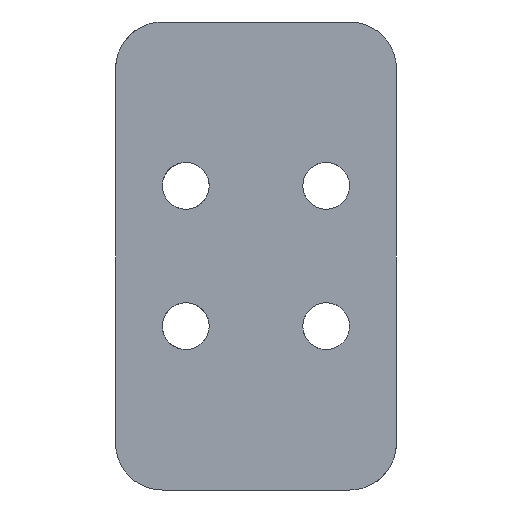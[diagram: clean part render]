
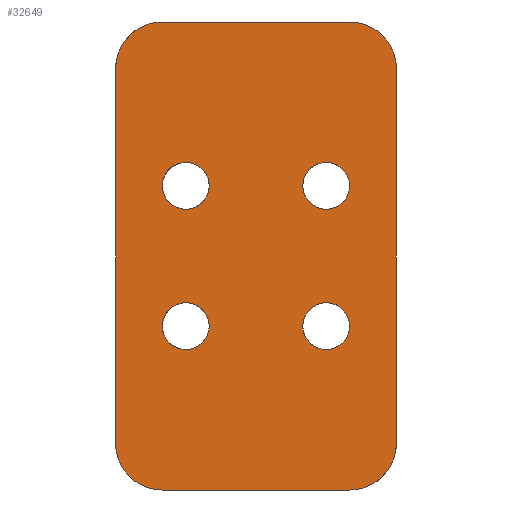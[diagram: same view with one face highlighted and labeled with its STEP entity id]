
A CAD part, front view. The second image highlights one B-rep face of the part: STEP entity #32649.
In plain terms, the highlighted free-form (B-spline) face has degree [1, 1] with [2, 2] control points.
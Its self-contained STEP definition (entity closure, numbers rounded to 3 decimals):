
#32585 = EDGE_CURVE('',#32586,#32588,#32590,.T.);
#32586 = VERTEX_POINT('',#32587);
#32587 = CARTESIAN_POINT('',(-11.654,-4.662,
    -29.135));
#32588 = VERTEX_POINT('',#32589);
#32589 = CARTESIAN_POINT('',(-17.481,-4.662,
    -23.308));
#32590 = ( BOUNDED_CURVE() B_SPLINE_CURVE(2,(#32591,#32592,#32593),
.UNSPECIFIED.,.F.,.F.) B_SPLINE_CURVE_WITH_KNOTS((3,3),(5.498,
7.069),.PIECEWISE_BEZIER_KNOTS.) CURVE() 
GEOMETRIC_REPRESENTATION_ITEM() RATIONAL_B_SPLINE_CURVE((1.,
0.707,1.)) REPRESENTATION_ITEM('') );
#32591 = CARTESIAN_POINT('',(-11.654,-4.662,
    -29.135));
#32592 = CARTESIAN_POINT('',(-17.481,-4.662,
    -29.135));
#32593 = CARTESIAN_POINT('',(-17.481,-4.662,
    -23.308));
#32626 = EDGE_CURVE('',#32627,#32588,#32629,.T.);
#32627 = VERTEX_POINT('',#32628);
#32628 = CARTESIAN_POINT('',(-17.481,-4.662,
    23.308));
#32629 = B_SPLINE_CURVE_WITH_KNOTS('',1,(#32630,#32631),.UNSPECIFIED.,
  .F.,.F.,(2,2),(5.,45.),.PIECEWISE_BEZIER_KNOTS.);
#32630 = CARTESIAN_POINT('',(-17.481,-4.662,
    23.308));
#32631 = CARTESIAN_POINT('',(-17.481,-4.662,
    -23.308));
#32649 = ADVANCED_FACE('',(#32650,#32697,#32711,#32725,#32739),#32753,
  .T.);
#32650 = FACE_BOUND('',#32651,.T.);
#32651 = EDGE_LOOP('',(#32652,#32653,#32660,#32668,#32675,#32683,#32690,
    #32696));
#32652 = ORIENTED_EDGE('',*,*,#32585,.F.);
#32653 = ORIENTED_EDGE('',*,*,#32654,.T.);
#32654 = EDGE_CURVE('',#32586,#32655,#32657,.T.);
#32655 = VERTEX_POINT('',#32656);
#32656 = CARTESIAN_POINT('',(11.654,-4.662,
    -29.135));
#32657 = B_SPLINE_CURVE_WITH_KNOTS('',1,(#32658,#32659),.UNSPECIFIED.,
  .F.,.F.,(2,2),(5.,25.),.PIECEWISE_BEZIER_KNOTS.);
#32658 = CARTESIAN_POINT('',(-11.654,-4.662,
    -29.135));
#32659 = CARTESIAN_POINT('',(11.654,-4.662,
    -29.135));
#32660 = ORIENTED_EDGE('',*,*,#32661,.F.);
#32661 = EDGE_CURVE('',#32662,#32655,#32664,.T.);
#32662 = VERTEX_POINT('',#32663);
#32663 = CARTESIAN_POINT('',(17.481,-4.662,
    -23.308));
#32664 = ( BOUNDED_CURVE() B_SPLINE_CURVE(2,(#32665,#32666,#32667),
.UNSPECIFIED.,.F.,.F.) B_SPLINE_CURVE_WITH_KNOTS((3,3),(5.498,
7.069),.PIECEWISE_BEZIER_KNOTS.) CURVE() 
GEOMETRIC_REPRESENTATION_ITEM() RATIONAL_B_SPLINE_CURVE((1.,
0.707,1.)) REPRESENTATION_ITEM('') );
#32665 = CARTESIAN_POINT('',(17.481,-4.662,
    -23.308));
#32666 = CARTESIAN_POINT('',(17.481,-4.662,
    -29.135));
#32667 = CARTESIAN_POINT('',(11.654,-4.662,
    -29.135));
#32668 = ORIENTED_EDGE('',*,*,#32669,.T.);
#32669 = EDGE_CURVE('',#32662,#32670,#32672,.T.);
#32670 = VERTEX_POINT('',#32671);
#32671 = CARTESIAN_POINT('',(17.481,-4.662,
    23.308));
#32672 = B_SPLINE_CURVE_WITH_KNOTS('',1,(#32673,#32674),.UNSPECIFIED.,
  .F.,.F.,(2,2),(5.,45.),.PIECEWISE_BEZIER_KNOTS.);
#32673 = CARTESIAN_POINT('',(17.481,-4.662,
    -23.308));
#32674 = CARTESIAN_POINT('',(17.481,-4.662,
    23.308));
#32675 = ORIENTED_EDGE('',*,*,#32676,.F.);
#32676 = EDGE_CURVE('',#32677,#32670,#32679,.T.);
#32677 = VERTEX_POINT('',#32678);
#32678 = CARTESIAN_POINT('',(11.654,-4.662,
    29.135));
#32679 = ( BOUNDED_CURVE() B_SPLINE_CURVE(2,(#32680,#32681,#32682),
.UNSPECIFIED.,.F.,.F.) B_SPLINE_CURVE_WITH_KNOTS((3,3),(5.498,
7.069),.PIECEWISE_BEZIER_KNOTS.) CURVE() 
GEOMETRIC_REPRESENTATION_ITEM() RATIONAL_B_SPLINE_CURVE((1.,
0.707,1.)) REPRESENTATION_ITEM('') );
#32680 = CARTESIAN_POINT('',(11.654,-4.662,
    29.135));
#32681 = CARTESIAN_POINT('',(17.481,-4.662,
    29.135));
#32682 = CARTESIAN_POINT('',(17.481,-4.662,
    23.308));
#32683 = ORIENTED_EDGE('',*,*,#32684,.T.);
#32684 = EDGE_CURVE('',#32677,#32685,#32687,.T.);
#32685 = VERTEX_POINT('',#32686);
#32686 = CARTESIAN_POINT('',(-11.654,-4.662,
    29.135));
#32687 = B_SPLINE_CURVE_WITH_KNOTS('',1,(#32688,#32689),.UNSPECIFIED.,
  .F.,.F.,(2,2),(5.,25.),.PIECEWISE_BEZIER_KNOTS.);
#32688 = CARTESIAN_POINT('',(11.654,-4.662,
    29.135));
#32689 = CARTESIAN_POINT('',(-11.654,-4.662,
    29.135));
#32690 = ORIENTED_EDGE('',*,*,#32691,.F.);
#32691 = EDGE_CURVE('',#32627,#32685,#32692,.T.);
#32692 = ( BOUNDED_CURVE() B_SPLINE_CURVE(2,(#32693,#32694,#32695),
.UNSPECIFIED.,.F.,.F.) B_SPLINE_CURVE_WITH_KNOTS((3,3),(5.498,
7.069),.PIECEWISE_BEZIER_KNOTS.) CURVE() 
GEOMETRIC_REPRESENTATION_ITEM() RATIONAL_B_SPLINE_CURVE((1.,
0.707,1.)) REPRESENTATION_ITEM('') );
#32693 = CARTESIAN_POINT('',(-17.481,-4.662,
    23.308));
#32694 = CARTESIAN_POINT('',(-17.481,-4.662,
    29.135));
#32695 = CARTESIAN_POINT('',(-11.654,-4.662,
    29.135));
#32696 = ORIENTED_EDGE('',*,*,#32626,.T.);
#32697 = FACE_BOUND('',#32698,.T.);
#32698 = EDGE_LOOP('',(#32699));
#32699 = ORIENTED_EDGE('',*,*,#32700,.T.);
#32700 = EDGE_CURVE('',#32701,#32701,#32703,.T.);
#32701 = VERTEX_POINT('',#32702);
#32702 = CARTESIAN_POINT('',(11.654,-4.662,
    -8.741));
#32703 = ( BOUNDED_CURVE() B_SPLINE_CURVE(2,(#32704,#32705,#32706,#32707
    ,#32708,#32709,#32710),.UNSPECIFIED.,.T.,.F.) 
B_SPLINE_CURVE_WITH_KNOTS((3,2,2,3),(3.142,5.236,
7.33,9.425),.PIECEWISE_BEZIER_KNOTS.) CURVE() 
GEOMETRIC_REPRESENTATION_ITEM() RATIONAL_B_SPLINE_CURVE((1.,0.5,1.,0.5,
1.,0.5,1.)) REPRESENTATION_ITEM('') );
#32704 = CARTESIAN_POINT('',(11.654,-4.662,
    -8.741));
#32705 = CARTESIAN_POINT('',(11.654,-4.662,
    -13.787));
#32706 = CARTESIAN_POINT('',(7.284,-4.662,
    -11.264));
#32707 = CARTESIAN_POINT('',(2.914,-4.662,
    -8.741));
#32708 = CARTESIAN_POINT('',(7.284,-4.662,
    -6.217));
#32709 = CARTESIAN_POINT('',(11.654,-4.662,
    -3.694));
#32710 = CARTESIAN_POINT('',(11.654,-4.662,
    -8.741));
#32711 = FACE_BOUND('',#32712,.T.);
#32712 = EDGE_LOOP('',(#32713));
#32713 = ORIENTED_EDGE('',*,*,#32714,.T.);
#32714 = EDGE_CURVE('',#32715,#32715,#32717,.T.);
#32715 = VERTEX_POINT('',#32716);
#32716 = CARTESIAN_POINT('',(11.654,-4.662,
    8.741));
#32717 = ( BOUNDED_CURVE() B_SPLINE_CURVE(2,(#32718,#32719,#32720,#32721
    ,#32722,#32723,#32724),.UNSPECIFIED.,.T.,.F.) 
B_SPLINE_CURVE_WITH_KNOTS((3,2,2,3),(3.142,5.236,
7.33,9.425),.PIECEWISE_BEZIER_KNOTS.) CURVE() 
GEOMETRIC_REPRESENTATION_ITEM() RATIONAL_B_SPLINE_CURVE((1.,0.5,1.,0.5,
1.,0.5,1.)) REPRESENTATION_ITEM('') );
#32718 = CARTESIAN_POINT('',(11.654,-4.662,
    8.741));
#32719 = CARTESIAN_POINT('',(11.654,-4.662,
    3.694));
#32720 = CARTESIAN_POINT('',(7.284,-4.662,
    6.217));
#32721 = CARTESIAN_POINT('',(2.914,-4.662,
    8.741));
#32722 = CARTESIAN_POINT('',(7.284,-4.662,
    11.264));
#32723 = CARTESIAN_POINT('',(11.654,-4.662,
    13.787));
#32724 = CARTESIAN_POINT('',(11.654,-4.662,
    8.741));
#32725 = FACE_BOUND('',#32726,.T.);
#32726 = EDGE_LOOP('',(#32727));
#32727 = ORIENTED_EDGE('',*,*,#32728,.T.);
#32728 = EDGE_CURVE('',#32729,#32729,#32731,.T.);
#32729 = VERTEX_POINT('',#32730);
#32730 = CARTESIAN_POINT('',(-5.827,-4.662,
    -8.741));
#32731 = ( BOUNDED_CURVE() B_SPLINE_CURVE(2,(#32732,#32733,#32734,#32735
    ,#32736,#32737,#32738),.UNSPECIFIED.,.T.,.F.) 
B_SPLINE_CURVE_WITH_KNOTS((3,2,2,3),(3.142,5.236,
7.33,9.425),.PIECEWISE_BEZIER_KNOTS.) CURVE() 
GEOMETRIC_REPRESENTATION_ITEM() RATIONAL_B_SPLINE_CURVE((1.,0.5,1.,0.5,
1.,0.5,1.)) REPRESENTATION_ITEM('') );
#32732 = CARTESIAN_POINT('',(-5.827,-4.662,
    -8.741));
#32733 = CARTESIAN_POINT('',(-5.827,-4.662,
    -13.787));
#32734 = CARTESIAN_POINT('',(-10.197,-4.662,
    -11.264));
#32735 = CARTESIAN_POINT('',(-14.568,-4.662,
    -8.741));
#32736 = CARTESIAN_POINT('',(-10.197,-4.662,
    -6.217));
#32737 = CARTESIAN_POINT('',(-5.827,-4.662,
    -3.694));
#32738 = CARTESIAN_POINT('',(-5.827,-4.662,
    -8.741));
#32739 = FACE_BOUND('',#32740,.T.);
#32740 = EDGE_LOOP('',(#32741));
#32741 = ORIENTED_EDGE('',*,*,#32742,.T.);
#32742 = EDGE_CURVE('',#32743,#32743,#32745,.T.);
#32743 = VERTEX_POINT('',#32744);
#32744 = CARTESIAN_POINT('',(-5.827,-4.662,
    8.741));
#32745 = ( BOUNDED_CURVE() B_SPLINE_CURVE(2,(#32746,#32747,#32748,#32749
    ,#32750,#32751,#32752),.UNSPECIFIED.,.T.,.F.) 
B_SPLINE_CURVE_WITH_KNOTS((3,2,2,3),(3.142,5.236,
7.33,9.425),.PIECEWISE_BEZIER_KNOTS.) CURVE() 
GEOMETRIC_REPRESENTATION_ITEM() RATIONAL_B_SPLINE_CURVE((1.,0.5,1.,0.5,
1.,0.5,1.)) REPRESENTATION_ITEM('') );
#32746 = CARTESIAN_POINT('',(-5.827,-4.662,
    8.741));
#32747 = CARTESIAN_POINT('',(-5.827,-4.662,
    3.694));
#32748 = CARTESIAN_POINT('',(-10.197,-4.662,
    6.217));
#32749 = CARTESIAN_POINT('',(-14.568,-4.662,
    8.741));
#32750 = CARTESIAN_POINT('',(-10.197,-4.662,
    11.264));
#32751 = CARTESIAN_POINT('',(-5.827,-4.662,
    13.787));
#32752 = CARTESIAN_POINT('',(-5.827,-4.662,
    8.741));
#32753 = B_SPLINE_SURFACE_WITH_KNOTS('',1,1,(
    (#32754,#32755)
    ,(#32756,#32757
    )),.UNSPECIFIED.,.F.,.F.,.F.,(2,2),(2,2),(-25.,25.),(-15.,15.),
  .PIECEWISE_BEZIER_KNOTS.);
#32754 = CARTESIAN_POINT('',(-17.481,-4.662,
    29.135));
#32755 = CARTESIAN_POINT('',(17.481,-4.662,
    29.135));
#32756 = CARTESIAN_POINT('',(-17.481,-4.662,
    -29.135));
#32757 = CARTESIAN_POINT('',(17.481,-4.662,
    -29.135));
